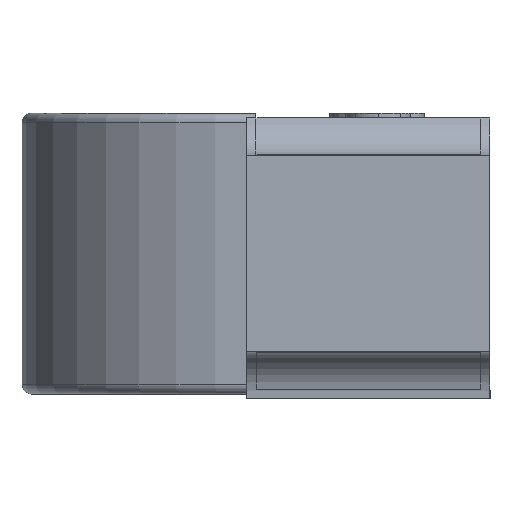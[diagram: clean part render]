
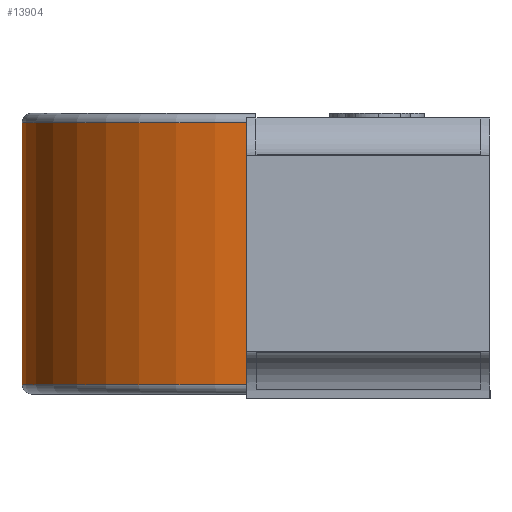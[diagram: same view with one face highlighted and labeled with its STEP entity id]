
A CAD part, left-side view. The second image highlights one B-rep face of the part: STEP entity #13904.
In plain terms, the highlighted cylindrical face has radius 0.5 mm (diameter 1 mm), a partial arc.
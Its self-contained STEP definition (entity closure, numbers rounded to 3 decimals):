
#194 = VERTEX_POINT ( 'NONE', #6698 ) ;
#229 = CARTESIAN_POINT ( 'NONE',  ( -0.35, 0., 0.28 ) ) ;
#1018 = EDGE_CURVE ( 'NONE', #1665, #16463, #5946, .T. ) ;
#1665 = VERTEX_POINT ( 'NONE', #9591 ) ;
#1954 = CARTESIAN_POINT ( 'NONE',  ( -0.35, 0.5, 0.3 ) ) ;
#1979 = CIRCLE ( 'NONE', #8364, 0.5 ) ;
#2332 = CARTESIAN_POINT ( 'NONE',  ( -0.85, 0., 0.28 ) ) ;
#2416 = DIRECTION ( 'NONE',  ( 0., 0., -1. ) ) ;
#2586 = CARTESIAN_POINT ( 'NONE',  ( -0.35, 0., 0. ) ) ;
#3864 = VERTEX_POINT ( 'NONE', #7278 ) ;
#4306 = DIRECTION ( 'NONE',  ( 0., -1., 0. ) ) ;
#4403 = EDGE_LOOP ( 'NONE', ( #7582, #16561, #9050, #14185 ) ) ;
#4966 = EDGE_CURVE ( 'NONE', #194, #1665, #1979, .T. ) ;
#5893 = CARTESIAN_POINT ( 'NONE',  ( -0.35, 0., -0.28 ) ) ;
#5946 = LINE ( 'NONE', #9904, #7822 ) ;
#6698 = CARTESIAN_POINT ( 'NONE',  ( -0.35, 0.5, -0.28 ) ) ;
#6857 = AXIS2_PLACEMENT_3D ( 'NONE', #229, #13626, #9239 ) ;
#7229 = VECTOR ( 'NONE', #7271, 1000. ) ;
#7252 = EDGE_CURVE ( 'NONE', #194, #3864, #8650, .T. ) ;
#7271 = DIRECTION ( 'NONE',  ( 0., 0., 1. ) ) ;
#7278 = CARTESIAN_POINT ( 'NONE',  ( -0.35, 0.5, 0.28 ) ) ;
#7279 = DIRECTION ( 'NONE',  ( 0., 0., 1. ) ) ;
#7582 = ORIENTED_EDGE ( 'NONE', *, *, #1018, .T. ) ;
#7822 = VECTOR ( 'NONE', #11397, 1000. ) ;
#7979 = CYLINDRICAL_SURFACE ( 'NONE', #12843, 0.5 ) ;
#8364 = AXIS2_PLACEMENT_3D ( 'NONE', #5893, #7279, #4306 ) ;
#8650 = LINE ( 'NONE', #1954, #7229 ) ;
#9050 = ORIENTED_EDGE ( 'NONE', *, *, #7252, .F. ) ;
#9239 = DIRECTION ( 'NONE',  ( 0., 1., 0. ) ) ;
#9591 = CARTESIAN_POINT ( 'NONE',  ( -0.85, 0., -0.28 ) ) ;
#9904 = CARTESIAN_POINT ( 'NONE',  ( -0.85, 0., -0.3 ) ) ;
#11397 = DIRECTION ( 'NONE',  ( 0., 0., 1. ) ) ;
#11561 = CIRCLE ( 'NONE', #6857, 0.5 ) ;
#11797 = FACE_OUTER_BOUND ( 'NONE', #4403, .T. ) ;
#12843 = AXIS2_PLACEMENT_3D ( 'NONE', #2586, #2416, #12958 ) ;
#12958 = DIRECTION ( 'NONE',  ( -1., 0., 0. ) ) ;
#13626 = DIRECTION ( 'NONE',  ( 0., 0., -1. ) ) ;
#13904 = ADVANCED_FACE ( 'NONE', ( #11797 ), #7979, .T. ) ;
#14185 = ORIENTED_EDGE ( 'NONE', *, *, #4966, .T. ) ;
#14282 = EDGE_CURVE ( 'NONE', #16463, #3864, #11561, .T. ) ;
#16463 = VERTEX_POINT ( 'NONE', #2332 ) ;
#16561 = ORIENTED_EDGE ( 'NONE', *, *, #14282, .T. ) ;
